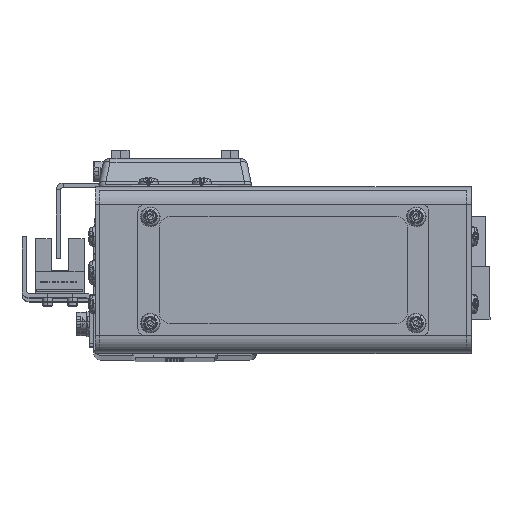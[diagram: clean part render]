
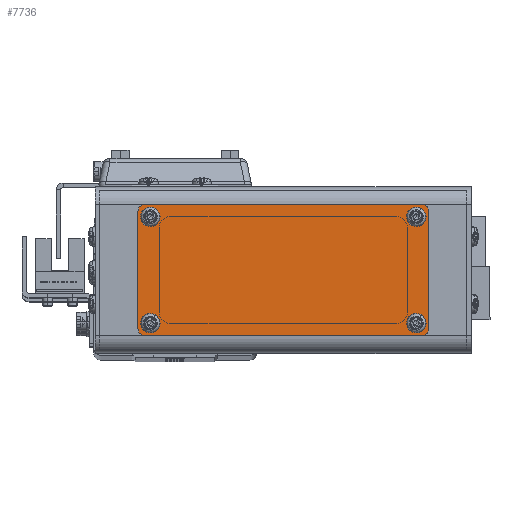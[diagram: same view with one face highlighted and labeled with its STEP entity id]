
A CAD part, top view. The second image highlights one B-rep face of the part: STEP entity #7736.
In plain terms, the highlighted face is planar.
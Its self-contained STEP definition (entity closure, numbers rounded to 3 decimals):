
#266 = AXIS2_PLACEMENT_3D ( 'NONE', #51592, #17116, #57372 ) ;
#699 = CIRCLE ( 'NONE', #59181, 1.7 ) ;
#731 = DIRECTION ( 'NONE',  ( 0., 0., 1. ) ) ;
#2402 = VERTEX_POINT ( 'NONE', #36563 ) ;
#2819 = VERTEX_POINT ( 'NONE', #69704 ) ;
#3073 = DIRECTION ( 'NONE',  ( 1., 0., 0. ) ) ;
#3840 = DIRECTION ( 'NONE',  ( 1., 0., 0. ) ) ;
#4056 = VECTOR ( 'NONE', #13618, 1000. ) ;
#4162 = AXIS2_PLACEMENT_3D ( 'NONE', #29561, #69807, #35376 ) ;
#4393 = DIRECTION ( 'NONE',  ( 1., 0., 0. ) ) ;
#4559 = CARTESIAN_POINT ( 'NONE',  ( -41., 35., 0. ) ) ;
#5396 = EDGE_CURVE ( 'NONE', #36417, #18156, #34788, .T. ) ;
#5478 = DIRECTION ( 'NONE',  ( 0., 0., 1. ) ) ;
#5734 = LINE ( 'NONE', #31325, #49813 ) ;
#5866 = LINE ( 'NONE', #59651, #4056 ) ;
#6006 = CARTESIAN_POINT ( 'NONE',  ( 37.5, 33.5, 0. ) ) ;
#6103 = CIRCLE ( 'NONE', #65615, 1.7 ) ;
#6184 = CARTESIAN_POINT ( 'NONE',  ( 39., 0., 0. ) ) ;
#6580 = EDGE_CURVE ( 'NONE', #2402, #56980, #5866, .T. ) ;
#6794 = EDGE_CURVE ( 'NONE', #70969, #2819, #67948, .T. ) ;
#6965 = EDGE_LOOP ( 'NONE', ( #15027, #10752 ) ) ;
#7063 = VERTEX_POINT ( 'NONE', #41221 ) ;
#7736 = ADVANCED_FACE ( 'NONE', ( #13462, #26959, #11669, #42264, #71065 ), #67710, .F. ) ;
#9099 = CIRCLE ( 'NONE', #29860, 2. ) ;
#9384 = CARTESIAN_POINT ( 'NONE',  ( 41., 2., 0. ) ) ;
#9609 = LINE ( 'NONE', #9384, #68999 ) ;
#10752 = ORIENTED_EDGE ( 'NONE', *, *, #33782, .T. ) ;
#11669 = FACE_OUTER_BOUND ( 'NONE', #26981, .T. ) ;
#11805 = DIRECTION ( 'NONE',  ( 1., 0., 0. ) ) ;
#13462 = FACE_BOUND ( 'NONE', #38625, .T. ) ;
#13618 = DIRECTION ( 'NONE',  ( 1., 0., 0. ) ) ;
#15027 = ORIENTED_EDGE ( 'NONE', *, *, #57464, .T. ) ;
#15064 = CIRCLE ( 'NONE', #266, 1.7 ) ;
#16010 = CARTESIAN_POINT ( 'NONE',  ( -39.2, 3.5, 0. ) ) ;
#16197 = CIRCLE ( 'NONE', #53467, 2. ) ;
#17116 = DIRECTION ( 'NONE',  ( 0., 0., 1. ) ) ;
#17436 = EDGE_CURVE ( 'NONE', #49321, #37600, #15064, .T. ) ;
#18156 = VERTEX_POINT ( 'NONE', #16010 ) ;
#18415 = CARTESIAN_POINT ( 'NONE',  ( 35.8, 33.5, 0. ) ) ;
#19317 = VERTEX_POINT ( 'NONE', #69492 ) ;
#20109 = EDGE_CURVE ( 'NONE', #27616, #7063, #73430, .T. ) ;
#20371 = AXIS2_PLACEMENT_3D ( 'NONE', #35254, #731, #41032 ) ;
#22933 = CARTESIAN_POINT ( 'NONE',  ( -35.8, 3.5, 0. ) ) ;
#22974 = ORIENTED_EDGE ( 'NONE', *, *, #5396, .T. ) ;
#23610 = CIRCLE ( 'NONE', #68775, 2. ) ;
#24201 = CARTESIAN_POINT ( 'NONE',  ( -37.5, 33.5, 0. ) ) ;
#25324 = CIRCLE ( 'NONE', #20371, 1.7 ) ;
#25431 = EDGE_CURVE ( 'NONE', #2819, #2402, #23610, .T. ) ;
#25699 = ORIENTED_EDGE ( 'NONE', *, *, #65280, .F. ) ;
#26149 = CIRCLE ( 'NONE', #54340, 2. ) ;
#26886 = AXIS2_PLACEMENT_3D ( 'NONE', #32619, #72885, #38408 ) ;
#26959 = FACE_BOUND ( 'NONE', #32948, .T. ) ;
#26981 = EDGE_LOOP ( 'NONE', ( #25699, #36788, #29977, #54746, #72626, #66750, #32214, #37898 ) ) ;
#27063 = DIRECTION ( 'NONE',  ( 0., 0., 1. ) ) ;
#27616 = VERTEX_POINT ( 'NONE', #35463 ) ;
#28184 = DIRECTION ( 'NONE',  ( 0., 0., 1. ) ) ;
#29048 = EDGE_CURVE ( 'NONE', #56980, #73403, #9099, .T. ) ;
#29561 = CARTESIAN_POINT ( 'NONE',  ( -37.5, 3.5, 0. ) ) ;
#29860 = AXIS2_PLACEMENT_3D ( 'NONE', #61554, #27063, #67318 ) ;
#29977 = ORIENTED_EDGE ( 'NONE', *, *, #29048, .F. ) ;
#30005 = DIRECTION ( 'NONE',  ( 1., 0., 0. ) ) ;
#31294 = CARTESIAN_POINT ( 'NONE',  ( 41., 35., 0. ) ) ;
#31325 = CARTESIAN_POINT ( 'NONE',  ( 39., 37., 0. ) ) ;
#32214 = ORIENTED_EDGE ( 'NONE', *, *, #63902, .F. ) ;
#32274 = DIRECTION ( 'NONE',  ( 0., 1., 0. ) ) ;
#32619 = CARTESIAN_POINT ( 'NONE',  ( -37.5, 33.5, 0. ) ) ;
#32948 = EDGE_LOOP ( 'NONE', ( #42407, #22974 ) ) ;
#33050 = CARTESIAN_POINT ( 'NONE',  ( 39.2, 33.5, 0. ) ) ;
#33465 = DIRECTION ( 'NONE',  ( 0., -1., 0. ) ) ;
#33719 = CARTESIAN_POINT ( 'NONE',  ( 39., 37., 0. ) ) ;
#33782 = EDGE_CURVE ( 'NONE', #19317, #39605, #67182, .T. ) ;
#34788 = CIRCLE ( 'NONE', #4162, 1.7 ) ;
#35254 = CARTESIAN_POINT ( 'NONE',  ( 37.5, 3.5, 0. ) ) ;
#35376 = DIRECTION ( 'NONE',  ( 1., 0., 0. ) ) ;
#35463 = CARTESIAN_POINT ( 'NONE',  ( -35.8, 33.5, 0. ) ) ;
#36417 = VERTEX_POINT ( 'NONE', #22933 ) ;
#36563 = CARTESIAN_POINT ( 'NONE',  ( -39., 0., 0. ) ) ;
#36788 = ORIENTED_EDGE ( 'NONE', *, *, #46657, .F. ) ;
#37561 = DIRECTION ( 'NONE',  ( 0., 0., 1. ) ) ;
#37600 = VERTEX_POINT ( 'NONE', #18415 ) ;
#37898 = ORIENTED_EDGE ( 'NONE', *, *, #49117, .F. ) ;
#38313 = DIRECTION ( 'NONE',  ( 0., 0., 1. ) ) ;
#38408 = DIRECTION ( 'NONE',  ( 1., 0., 0. ) ) ;
#38625 = EDGE_LOOP ( 'NONE', ( #64203, #62173 ) ) ;
#38871 = DIRECTION ( 'NONE',  ( 0., 0., 1. ) ) ;
#39033 = DIRECTION ( 'NONE',  ( 1., 0., 0. ) ) ;
#39605 = VERTEX_POINT ( 'NONE', #55125 ) ;
#39932 = CARTESIAN_POINT ( 'NONE',  ( 37.5, 3.5, 0. ) ) ;
#40316 = CARTESIAN_POINT ( 'NONE',  ( -39., 37., 0. ) ) ;
#40458 = AXIS2_PLACEMENT_3D ( 'NONE', #24201, #64470, #30005 ) ;
#41032 = DIRECTION ( 'NONE',  ( 1., 0., 0. ) ) ;
#41221 = CARTESIAN_POINT ( 'NONE',  ( -39.2, 33.5, 0. ) ) ;
#41901 = VERTEX_POINT ( 'NONE', #31294 ) ;
#42264 = FACE_BOUND ( 'NONE', #6965, .T. ) ;
#42407 = ORIENTED_EDGE ( 'NONE', *, *, #50962, .T. ) ;
#45684 = DIRECTION ( 'NONE',  ( 1., 0., 0. ) ) ;
#46231 = DIRECTION ( 'NONE',  ( 0., 0., 1. ) ) ;
#46581 = EDGE_LOOP ( 'NONE', ( #54920, #53170 ) ) ;
#46657 = EDGE_CURVE ( 'NONE', #73403, #41901, #9609, .T. ) ;
#48367 = CARTESIAN_POINT ( 'NONE',  ( 41., 2., 0. ) ) ;
#49117 = EDGE_CURVE ( 'NONE', #50949, #68319, #5734, .T. ) ;
#49321 = VERTEX_POINT ( 'NONE', #33050 ) ;
#49813 = VECTOR ( 'NONE', #59983, 1000. ) ;
#50949 = VERTEX_POINT ( 'NONE', #33719 ) ;
#50962 = EDGE_CURVE ( 'NONE', #18156, #36417, #699, .T. ) ;
#51592 = CARTESIAN_POINT ( 'NONE',  ( 37.5, 33.5, 0. ) ) ;
#52581 = VECTOR ( 'NONE', #33465, 1000. ) ;
#53170 = ORIENTED_EDGE ( 'NONE', *, *, #17436, .T. ) ;
#53467 = AXIS2_PLACEMENT_3D ( 'NONE', #72021, #37561, #3073 ) ;
#54340 = AXIS2_PLACEMENT_3D ( 'NONE', #72775, #38313, #3840 ) ;
#54746 = ORIENTED_EDGE ( 'NONE', *, *, #6580, .F. ) ;
#54920 = ORIENTED_EDGE ( 'NONE', *, *, #67159, .T. ) ;
#55125 = CARTESIAN_POINT ( 'NONE',  ( 35.8, 3.5, 0. ) ) ;
#56107 = AXIS2_PLACEMENT_3D ( 'NONE', #39932, #5478, #45684 ) ;
#56112 = CARTESIAN_POINT ( 'NONE',  ( 39., 35., 0. ) ) ;
#56779 = CIRCLE ( 'NONE', #26886, 1.7 ) ;
#56980 = VERTEX_POINT ( 'NONE', #6184 ) ;
#57372 = DIRECTION ( 'NONE',  ( 1., 0., 0. ) ) ;
#57464 = EDGE_CURVE ( 'NONE', #39605, #19317, #25324, .T. ) ;
#59181 = AXIS2_PLACEMENT_3D ( 'NONE', #62665, #28184, #68449 ) ;
#59651 = CARTESIAN_POINT ( 'NONE',  ( -39., 0., 0. ) ) ;
#59983 = DIRECTION ( 'NONE',  ( -1., 0., 0. ) ) ;
#61554 = CARTESIAN_POINT ( 'NONE',  ( 39., 2., 0. ) ) ;
#62173 = ORIENTED_EDGE ( 'NONE', *, *, #20109, .T. ) ;
#62410 = CARTESIAN_POINT ( 'NONE',  ( -41., 35., 0. ) ) ;
#62665 = CARTESIAN_POINT ( 'NONE',  ( -37.5, 3.5, 0. ) ) ;
#63902 = EDGE_CURVE ( 'NONE', #68319, #70969, #26149, .T. ) ;
#64203 = ORIENTED_EDGE ( 'NONE', *, *, #64793, .T. ) ;
#64470 = DIRECTION ( 'NONE',  ( 0., 0., 1. ) ) ;
#64793 = EDGE_CURVE ( 'NONE', #7063, #27616, #56779, .T. ) ;
#64985 = AXIS2_PLACEMENT_3D ( 'NONE', #56112, #73488, #39033 ) ;
#65280 = EDGE_CURVE ( 'NONE', #41901, #50949, #16197, .T. ) ;
#65615 = AXIS2_PLACEMENT_3D ( 'NONE', #6006, #46231, #11805 ) ;
#66750 = ORIENTED_EDGE ( 'NONE', *, *, #6794, .F. ) ;
#67159 = EDGE_CURVE ( 'NONE', #37600, #49321, #6103, .T. ) ;
#67182 = CIRCLE ( 'NONE', #56107, 1.7 ) ;
#67318 = DIRECTION ( 'NONE',  ( 1., 0., 0. ) ) ;
#67710 = PLANE ( 'NONE',  #64985 ) ;
#67948 = LINE ( 'NONE', #4559, #52581 ) ;
#68319 = VERTEX_POINT ( 'NONE', #40316 ) ;
#68449 = DIRECTION ( 'NONE',  ( 1., 0., 0. ) ) ;
#68775 = AXIS2_PLACEMENT_3D ( 'NONE', #73322, #38871, #4393 ) ;
#68999 = VECTOR ( 'NONE', #32274, 1000. ) ;
#69492 = CARTESIAN_POINT ( 'NONE',  ( 39.2, 3.5, 0. ) ) ;
#69704 = CARTESIAN_POINT ( 'NONE',  ( -41., 2., 0. ) ) ;
#69807 = DIRECTION ( 'NONE',  ( 0., 0., 1. ) ) ;
#70969 = VERTEX_POINT ( 'NONE', #62410 ) ;
#71065 = FACE_BOUND ( 'NONE', #46581, .T. ) ;
#72021 = CARTESIAN_POINT ( 'NONE',  ( 39., 35., 0. ) ) ;
#72626 = ORIENTED_EDGE ( 'NONE', *, *, #25431, .F. ) ;
#72775 = CARTESIAN_POINT ( 'NONE',  ( -39., 35., 0. ) ) ;
#72885 = DIRECTION ( 'NONE',  ( 0., 0., 1. ) ) ;
#73322 = CARTESIAN_POINT ( 'NONE',  ( -39., 2., 0. ) ) ;
#73403 = VERTEX_POINT ( 'NONE', #48367 ) ;
#73430 = CIRCLE ( 'NONE', #40458, 1.7 ) ;
#73488 = DIRECTION ( 'NONE',  ( 0., 0., 1. ) ) ;
